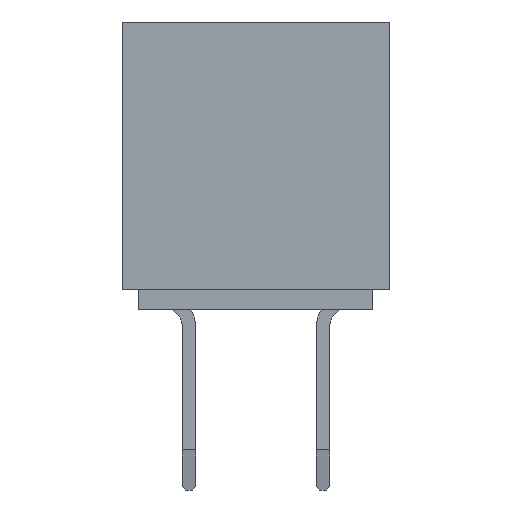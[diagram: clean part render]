
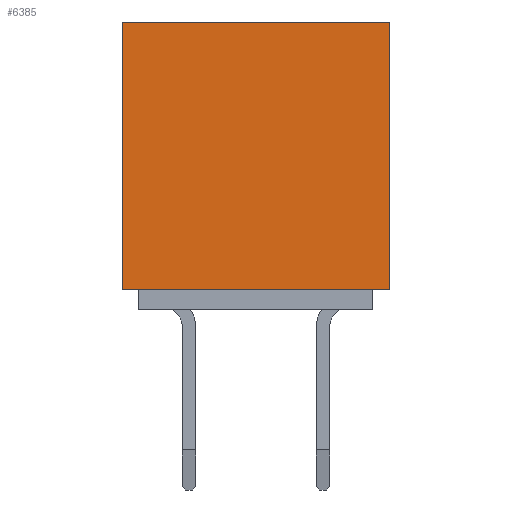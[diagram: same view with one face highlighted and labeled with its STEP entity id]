
A CAD part, left-side view. The second image highlights one B-rep face of the part: STEP entity #6385.
In plain terms, the highlighted planar face has unit normal (-1, 0, 0).
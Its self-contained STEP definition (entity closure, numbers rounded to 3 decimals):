
#458=ORIENTED_EDGE('',*,*,#2304,.T.);
#459=ORIENTED_EDGE('',*,*,#2305,.T.);
#460=ORIENTED_EDGE('',*,*,#2098,.T.);
#461=ORIENTED_EDGE('',*,*,#2306,.F.);
#2098=EDGE_CURVE('',#3029,#3027,#3610,.T.);
#2304=EDGE_CURVE('',#3220,#3221,#3816,.T.);
#2305=EDGE_CURVE('',#3221,#3029,#3817,.T.);
#2306=EDGE_CURVE('',#3220,#3027,#3818,.T.);
#3027=VERTEX_POINT('',#8966);
#3029=VERTEX_POINT('',#8969);
#3220=VERTEX_POINT('',#9394);
#3221=VERTEX_POINT('',#9395);
#3610=LINE('',#8968,#4464);
#3816=LINE('',#9393,#4670);
#3817=LINE('',#9396,#4671);
#3818=LINE('',#9397,#4672);
#4464=VECTOR('',#7213,1000.);
#4670=VECTOR('',#7475,1000.);
#4671=VECTOR('',#7476,1000.);
#4672=VECTOR('',#7477,1000.);
#5324=EDGE_LOOP('',(#458,#459,#460,#461));
#5706=FACE_BOUND('',#5324,.T.);
#6074=PLANE('',#6765);
#6385=ADVANCED_FACE('',(#5706),#6074,.T.);
#6765=AXIS2_PLACEMENT_3D('',#9392,#7473,#7474);
#7213=DIRECTION('',(0.,1.,0.));
#7473=DIRECTION('',(-1.,0.,0.));
#7474=DIRECTION('',(0.,0.,1.));
#7475=DIRECTION('',(0.,-1.,0.));
#7476=DIRECTION('',(0.,0.,1.));
#7477=DIRECTION('',(0.,0.,1.));
#8966=CARTESIAN_POINT('',(-7.3,2.,2.15));
#8968=CARTESIAN_POINT('',(-7.3,-2.,2.15));
#8969=CARTESIAN_POINT('',(-7.3,-2.,2.15));
#9392=CARTESIAN_POINT('',(-7.3,-2.,-2.15));
#9393=CARTESIAN_POINT('',(-7.3,2.,-1.85));
#9394=CARTESIAN_POINT('',(-7.3,2.,-1.85));
#9395=CARTESIAN_POINT('',(-7.3,-2.,-1.85));
#9396=CARTESIAN_POINT('',(-7.3,-2.,-2.15));
#9397=CARTESIAN_POINT('',(-7.3,2.,-2.15));
